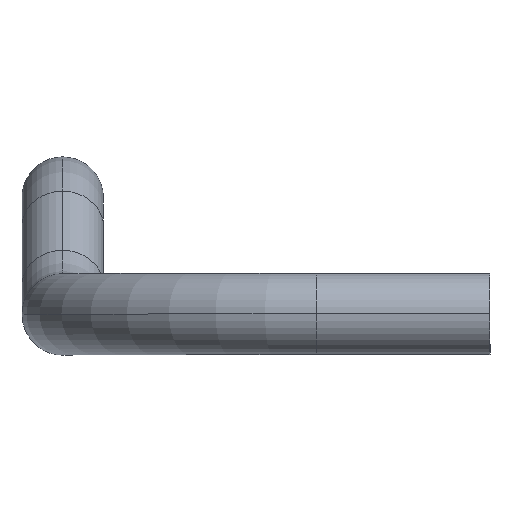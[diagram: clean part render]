
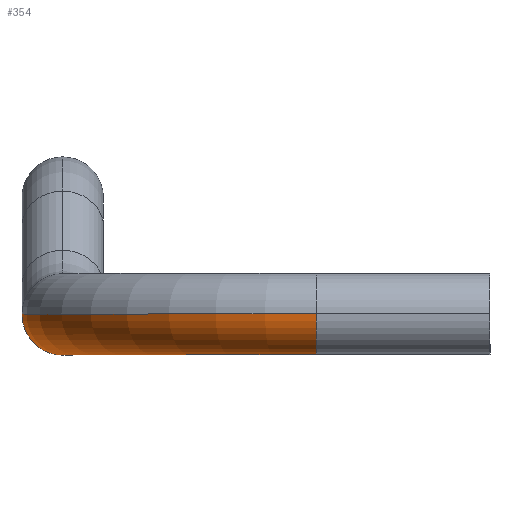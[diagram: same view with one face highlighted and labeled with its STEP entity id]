
A CAD part, top view. The second image highlights one B-rep face of the part: STEP entity #354.
In plain terms, the highlighted toroidal (fillet/blend) face has major radius 356 mm and minor radius 57.15 mm.
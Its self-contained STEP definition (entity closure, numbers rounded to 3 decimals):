
#4 = CIRCLE ( 'NONE', #378, 298.85 ) ;
#5 = CARTESIAN_POINT ( 'NONE',  ( 356., -165., 744. ) ) ;
#17 = DIRECTION ( 'NONE',  ( 1., 0., 0. ) ) ;
#25 = DIRECTION ( 'NONE',  ( -1., 0., 0. ) ) ;
#30 = DIRECTION ( 'NONE',  ( 0., 0., 1. ) ) ;
#42 = ORIENTED_EDGE ( 'NONE', *, *, #226, .T. ) ;
#63 = CARTESIAN_POINT ( 'NONE',  ( -57.15, -165., 744. ) ) ;
#107 = DIRECTION ( 'NONE',  ( 0., -1., 0. ) ) ;
#129 = CIRCLE ( 'NONE', #210, 413.15 ) ;
#133 = CARTESIAN_POINT ( 'NONE',  ( 356., -165., 1042.85 ) ) ;
#151 = CARTESIAN_POINT ( 'NONE',  ( 0., -165., 744. ) ) ;
#173 = CIRCLE ( 'NONE', #408, 57.15 ) ;
#175 = ORIENTED_EDGE ( 'NONE', *, *, #688, .F. ) ;
#202 = VERTEX_POINT ( 'NONE', #801 ) ;
#210 = AXIS2_PLACEMENT_3D ( 'NONE', #5, #900, #490 ) ;
#222 = VERTEX_POINT ( 'NONE', #645 ) ;
#226 = EDGE_CURVE ( 'NONE', #707, #202, #173, .T. ) ;
#240 = AXIS2_PLACEMENT_3D ( 'NONE', #151, #30, #17 ) ;
#242 = EDGE_LOOP ( 'NONE', ( #42, #739, #604, #175 ) ) ;
#249 = FACE_OUTER_BOUND ( 'NONE', #242, .T. ) ;
#354 = ADVANCED_FACE ( 'NONE', ( #249 ), #683, .T. ) ;
#378 = AXIS2_PLACEMENT_3D ( 'NONE', #463, #107, #400 ) ;
#400 = DIRECTION ( 'NONE',  ( 1., 0., 0. ) ) ;
#408 = AXIS2_PLACEMENT_3D ( 'NONE', #512, #25, #857 ) ;
#463 = CARTESIAN_POINT ( 'NONE',  ( 356., -165., 744. ) ) ;
#490 = DIRECTION ( 'NONE',  ( 1., 0., 0. ) ) ;
#510 = EDGE_CURVE ( 'NONE', #202, #863, #129, .T. ) ;
#512 = CARTESIAN_POINT ( 'NONE',  ( 356., -165., 1100. ) ) ;
#545 = AXIS2_PLACEMENT_3D ( 'NONE', #811, #878, #889 ) ;
#602 = EDGE_CURVE ( 'NONE', #863, #222, #733, .T. ) ;
#604 = ORIENTED_EDGE ( 'NONE', *, *, #602, .T. ) ;
#645 = CARTESIAN_POINT ( 'NONE',  ( 57.15, -165., 744. ) ) ;
#683 = TOROIDAL_SURFACE ( 'NONE', #545, 356., 57.15 ) ;
#688 = EDGE_CURVE ( 'NONE', #707, #222, #4, .T. ) ;
#707 = VERTEX_POINT ( 'NONE', #133 ) ;
#733 = CIRCLE ( 'NONE', #240, 57.15 ) ;
#739 = ORIENTED_EDGE ( 'NONE', *, *, #510, .T. ) ;
#801 = CARTESIAN_POINT ( 'NONE',  ( 356., -165., 1157.15 ) ) ;
#811 = CARTESIAN_POINT ( 'NONE',  ( 356., -165., 744. ) ) ;
#857 = DIRECTION ( 'NONE',  ( 0., -1., 0. ) ) ;
#863 = VERTEX_POINT ( 'NONE', #63 ) ;
#878 = DIRECTION ( 'NONE',  ( 0., -1., 0. ) ) ;
#889 = DIRECTION ( 'NONE',  ( 1., 0., 0. ) ) ;
#900 = DIRECTION ( 'NONE',  ( 0., -1., 0. ) ) ;
